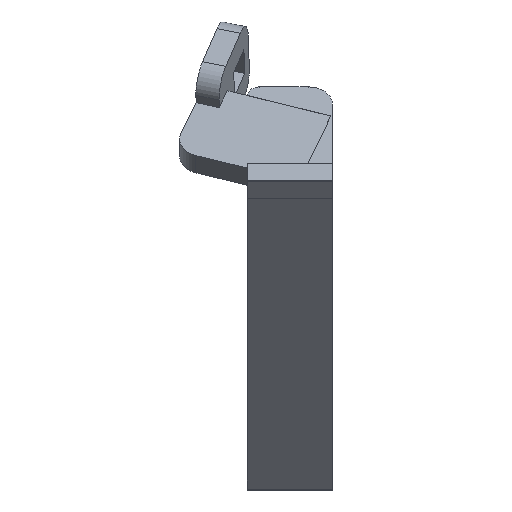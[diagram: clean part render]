
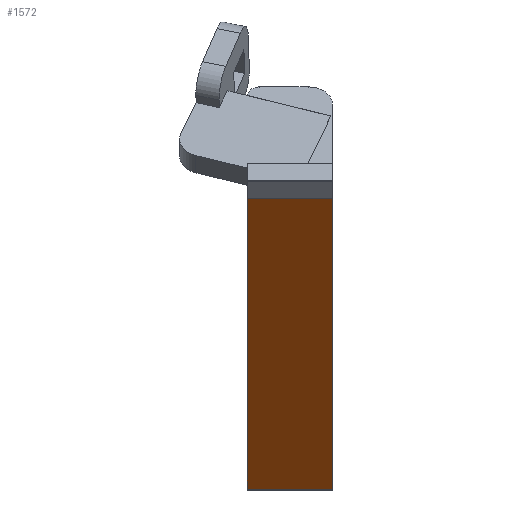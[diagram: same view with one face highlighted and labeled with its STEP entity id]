
A CAD part, left-side view. The second image highlights one B-rep face of the part: STEP entity #1572.
In plain terms, the highlighted planar face has unit normal (-0.707, 0, -0.707).
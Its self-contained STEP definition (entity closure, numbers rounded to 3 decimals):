
#521 = VERTEX_POINT('',#522);
#522 = CARTESIAN_POINT('',(0.,0.,0.4));
#536 = PLANE('',#537);
#537 = AXIS2_PLACEMENT_3D('',#538,#539,#540);
#538 = CARTESIAN_POINT('',(0.,0.,0.));
#539 = DIRECTION('',(1.,0.,0.));
#540 = DIRECTION('',(0.,0.,1.));
#649 = VERTEX_POINT('',#650);
#650 = CARTESIAN_POINT('',(0.,35.,0.4));
#762 = PLANE('',#763);
#763 = AXIS2_PLACEMENT_3D('',#764,#765,#766);
#764 = CARTESIAN_POINT('',(-127.,35.,127.4));
#765 = DIRECTION('',(0.,1.,0.));
#766 = DIRECTION('',(0.707,0.,0.707));
#814 = PLANE('',#815);
#815 = AXIS2_PLACEMENT_3D('',#816,#817,#818);
#816 = CARTESIAN_POINT('',(-127.,0.,127.4));
#817 = DIRECTION('',(0.,1.,0.));
#818 = DIRECTION('',(0.707,0.,0.707));
#1106 = EDGE_CURVE('',#649,#521,#1107,.T.);
#1107 = SURFACE_CURVE('',#1108,(#1112,#1118),.PCURVE_S1.);
#1108 = LINE('',#1109,#1110);
#1109 = CARTESIAN_POINT('',(0.,0.,0.4));
#1110 = VECTOR('',#1111,1.);
#1111 = DIRECTION('',(0.,-1.,0.));
#1112 = PCURVE('',#536,#1113);
#1113 = DEFINITIONAL_REPRESENTATION('',(#1114),#1117);
#1114 = B_SPLINE_CURVE_WITH_KNOTS('',1,(#1115,#1116),.UNSPECIFIED.,.F.,
  .F.,(2,2),(-35.,0.),.PIECEWISE_BEZIER_KNOTS.);
#1115 = CARTESIAN_POINT('',(0.4,-35.));
#1116 = CARTESIAN_POINT('',(0.4,0.));
#1117 = ( GEOMETRIC_REPRESENTATION_CONTEXT(2) 
PARAMETRIC_REPRESENTATION_CONTEXT() REPRESENTATION_CONTEXT('2D SPACE',''
  ) );
#1118 = PCURVE('',#1119,#1124);
#1119 = PLANE('',#1120);
#1120 = AXIS2_PLACEMENT_3D('',#1121,#1122,#1123);
#1121 = CARTESIAN_POINT('',(-127.,0.,127.4));
#1122 = DIRECTION('',(0.707,0.,0.707));
#1123 = DIRECTION('',(0.707,0.,-0.707));
#1124 = DEFINITIONAL_REPRESENTATION('',(#1125),#1128);
#1125 = B_SPLINE_CURVE_WITH_KNOTS('',1,(#1126,#1127),.UNSPECIFIED.,.F.,
  .F.,(2,2),(-35.,0.),.PIECEWISE_BEZIER_KNOTS.);
#1126 = CARTESIAN_POINT('',(179.605,35.));
#1127 = CARTESIAN_POINT('',(179.605,0.));
#1128 = ( GEOMETRIC_REPRESENTATION_CONTEXT(2) 
PARAMETRIC_REPRESENTATION_CONTEXT() REPRESENTATION_CONTEXT('2D SPACE',''
  ) );
#1183 = EDGE_CURVE('',#1184,#649,#1186,.T.);
#1184 = VERTEX_POINT('',#1185);
#1185 = CARTESIAN_POINT('',(-119.8,35.,120.2));
#1186 = SURFACE_CURVE('',#1187,(#1191,#1198),.PCURVE_S1.);
#1187 = LINE('',#1188,#1189);
#1188 = CARTESIAN_POINT('',(-127.,35.,127.4));
#1189 = VECTOR('',#1190,1.);
#1190 = DIRECTION('',(0.707,0.,-0.707));
#1191 = PCURVE('',#762,#1192);
#1192 = DEFINITIONAL_REPRESENTATION('',(#1193),#1197);
#1193 = LINE('',#1194,#1195);
#1194 = CARTESIAN_POINT('',(0.,0.));
#1195 = VECTOR('',#1196,1.);
#1196 = DIRECTION('',(0.,1.));
#1197 = ( GEOMETRIC_REPRESENTATION_CONTEXT(2) 
PARAMETRIC_REPRESENTATION_CONTEXT() REPRESENTATION_CONTEXT('2D SPACE',''
  ) );
#1198 = PCURVE('',#1119,#1199);
#1199 = DEFINITIONAL_REPRESENTATION('',(#1200),#1204);
#1200 = LINE('',#1201,#1202);
#1201 = CARTESIAN_POINT('',(0.,35.));
#1202 = VECTOR('',#1203,1.);
#1203 = DIRECTION('',(1.,0.));
#1204 = ( GEOMETRIC_REPRESENTATION_CONTEXT(2) 
PARAMETRIC_REPRESENTATION_CONTEXT() REPRESENTATION_CONTEXT('2D SPACE',''
  ) );
#1340 = EDGE_CURVE('',#1341,#521,#1343,.T.);
#1341 = VERTEX_POINT('',#1342);
#1342 = CARTESIAN_POINT('',(-119.8,0.,120.2));
#1343 = SURFACE_CURVE('',#1344,(#1348,#1355),.PCURVE_S1.);
#1344 = LINE('',#1345,#1346);
#1345 = CARTESIAN_POINT('',(-127.,0.,127.4));
#1346 = VECTOR('',#1347,1.);
#1347 = DIRECTION('',(0.707,0.,-0.707));
#1348 = PCURVE('',#814,#1349);
#1349 = DEFINITIONAL_REPRESENTATION('',(#1350),#1354);
#1350 = LINE('',#1351,#1352);
#1351 = CARTESIAN_POINT('',(0.,0.));
#1352 = VECTOR('',#1353,1.);
#1353 = DIRECTION('',(0.,1.));
#1354 = ( GEOMETRIC_REPRESENTATION_CONTEXT(2) 
PARAMETRIC_REPRESENTATION_CONTEXT() REPRESENTATION_CONTEXT('2D SPACE',''
  ) );
#1355 = PCURVE('',#1119,#1356);
#1356 = DEFINITIONAL_REPRESENTATION('',(#1357),#1361);
#1357 = LINE('',#1358,#1359);
#1358 = CARTESIAN_POINT('',(0.,0.));
#1359 = VECTOR('',#1360,1.);
#1360 = DIRECTION('',(1.,0.));
#1361 = ( GEOMETRIC_REPRESENTATION_CONTEXT(2) 
PARAMETRIC_REPRESENTATION_CONTEXT() REPRESENTATION_CONTEXT('2D SPACE',''
  ) );
#1572 = ADVANCED_FACE('',(#1573),#1119,.F.);
#1573 = FACE_BOUND('',#1574,.F.);
#1574 = EDGE_LOOP('',(#1575,#1576,#1600,#1601));
#1575 = ORIENTED_EDGE('',*,*,#1183,.F.);
#1576 = ORIENTED_EDGE('',*,*,#1577,.F.);
#1577 = EDGE_CURVE('',#1341,#1184,#1578,.T.);
#1578 = SURFACE_CURVE('',#1579,(#1583,#1589),.PCURVE_S1.);
#1579 = LINE('',#1580,#1581);
#1580 = CARTESIAN_POINT('',(-119.8,0.,120.2));
#1581 = VECTOR('',#1582,1.);
#1582 = DIRECTION('',(0.,1.,0.));
#1583 = PCURVE('',#1119,#1584);
#1584 = DEFINITIONAL_REPRESENTATION('',(#1585),#1588);
#1585 = B_SPLINE_CURVE_WITH_KNOTS('',1,(#1586,#1587),.UNSPECIFIED.,.F.,
  .F.,(2,2),(0.,35.),.PIECEWISE_BEZIER_KNOTS.);
#1586 = CARTESIAN_POINT('',(10.182,0.));
#1587 = CARTESIAN_POINT('',(10.182,35.));
#1588 = ( GEOMETRIC_REPRESENTATION_CONTEXT(2) 
PARAMETRIC_REPRESENTATION_CONTEXT() REPRESENTATION_CONTEXT('2D SPACE',''
  ) );
#1589 = PCURVE('',#1590,#1595);
#1590 = PLANE('',#1591);
#1591 = AXIS2_PLACEMENT_3D('',#1592,#1593,#1594);
#1592 = CARTESIAN_POINT('',(-120.,0.,120.));
#1593 = DIRECTION('',(-0.707,0.,0.707));
#1594 = DIRECTION('',(0.707,0.,0.707));
#1595 = DEFINITIONAL_REPRESENTATION('',(#1596),#1599);
#1596 = B_SPLINE_CURVE_WITH_KNOTS('',1,(#1597,#1598),.UNSPECIFIED.,.F.,
  .F.,(2,2),(0.,35.),.PIECEWISE_BEZIER_KNOTS.);
#1597 = CARTESIAN_POINT('',(0.283,0.));
#1598 = CARTESIAN_POINT('',(0.283,35.));
#1599 = ( GEOMETRIC_REPRESENTATION_CONTEXT(2) 
PARAMETRIC_REPRESENTATION_CONTEXT() REPRESENTATION_CONTEXT('2D SPACE',''
  ) );
#1600 = ORIENTED_EDGE('',*,*,#1340,.T.);
#1601 = ORIENTED_EDGE('',*,*,#1106,.F.);
